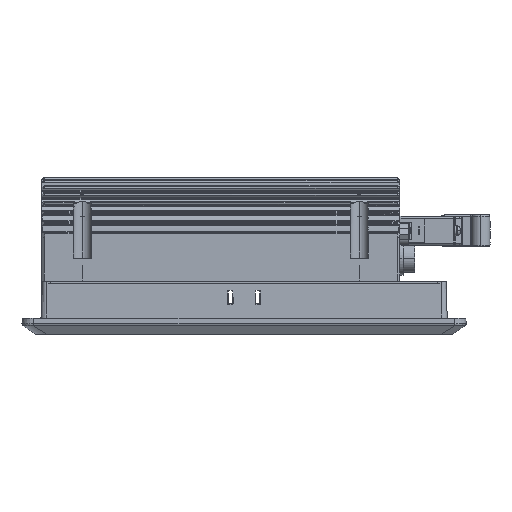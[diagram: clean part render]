
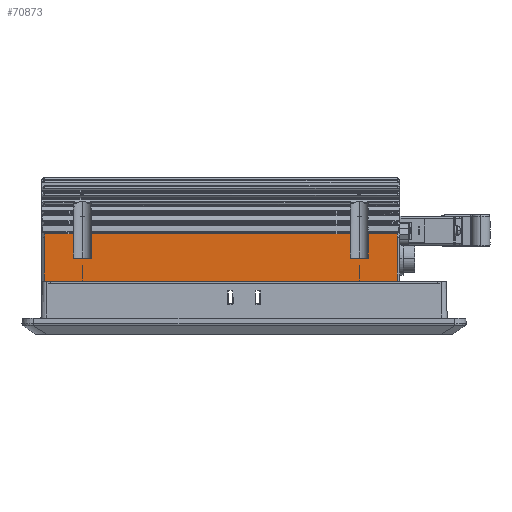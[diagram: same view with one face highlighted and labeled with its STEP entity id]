
A CAD part, left-side view. The second image highlights one B-rep face of the part: STEP entity #70873.
In plain terms, the highlighted planar face has unit normal (-1, 0, 0).
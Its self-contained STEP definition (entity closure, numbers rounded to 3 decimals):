
#270 = VERTEX_POINT ( 'NONE', #91975 ) ;
#354 = EDGE_CURVE ( 'NONE', #120747, #118665, #94268, .T. ) ;
#1066 = DIRECTION ( 'NONE',  ( 0., 1., 0. ) ) ;
#1232 = CARTESIAN_POINT ( 'NONE',  ( 3.141, -130.884, 131.944 ) ) ;
#2351 = EDGE_CURVE ( 'NONE', #101915, #121399, #150027, .T. ) ;
#5097 = ORIENTED_EDGE ( 'NONE', *, *, #100483, .T. ) ;
#9100 = DIRECTION ( 'NONE',  ( 0., 1., 0. ) ) ;
#9902 = ORIENTED_EDGE ( 'NONE', *, *, #96314, .T. ) ;
#11839 = ORIENTED_EDGE ( 'NONE', *, *, #87588, .T. ) ;
#13141 = CARTESIAN_POINT ( 'NONE',  ( 3.141, -118.5, 132.47 ) ) ;
#13252 = EDGE_CURVE ( 'NONE', #120747, #118305, #64406, .T. ) ;
#17081 = LINE ( 'NONE', #117136, #97480 ) ;
#17582 = EDGE_CURVE ( 'NONE', #117503, #115616, #84680, .T. ) ;
#17994 = VERTEX_POINT ( 'NONE', #48907 ) ;
#18698 = EDGE_CURVE ( 'NONE', #118270, #115616, #115886, .T. ) ;
#19701 = LINE ( 'NONE', #112916, #37368 ) ;
#22428 = ORIENTED_EDGE ( 'NONE', *, *, #90288, .T. ) ;
#24471 = VERTEX_POINT ( 'NONE', #94912 ) ;
#24512 = DIRECTION ( 'NONE',  ( 0., 0., 1. ) ) ;
#25234 = DIRECTION ( 'NONE',  ( 0., 0., 1. ) ) ;
#25506 = CARTESIAN_POINT ( 'NONE',  ( 3.141, -130.9, 130.89 ) ) ;
#26129 = LINE ( 'NONE', #37844, #43560 ) ;
#27685 = DIRECTION ( 'NONE',  ( 0., 0., -1. ) ) ;
#28048 = CARTESIAN_POINT ( 'NONE',  ( 3.141, 9.5, 132.47 ) ) ;
#31378 = CARTESIAN_POINT ( 'NONE',  ( 3.141, 21.9, 132.47 ) ) ;
#32633 = DIRECTION ( 'NONE',  ( 0., 0., 1. ) ) ;
#36225 = FACE_OUTER_BOUND ( 'NONE', #107247, .T. ) ;
#36269 = VECTOR ( 'NONE', #84514, 1000. ) ;
#37368 = VECTOR ( 'NONE', #148882, 1000. ) ;
#37397 = DIRECTION ( 'NONE',  ( 0., 0., -1. ) ) ;
#37844 = CARTESIAN_POINT ( 'NONE',  ( 3.141, 1.5, 132.47 ) ) ;
#37968 = VECTOR ( 'NONE', #32633, 1000. ) ;
#38291 = LINE ( 'NONE', #134578, #36269 ) ;
#38756 = ORIENTED_EDGE ( 'NONE', *, *, #354, .T. ) ;
#42635 = ORIENTED_EDGE ( 'NONE', *, *, #143405, .T. ) ;
#42801 = CARTESIAN_POINT ( 'NONE',  ( 3.141, 23., 132.47 ) ) ;
#43560 = VECTOR ( 'NONE', #27685, 1000. ) ;
#43561 = ORIENTED_EDGE ( 'NONE', *, *, #13252, .F. ) ;
#45278 = VECTOR ( 'NONE', #129177, 1000. ) ;
#46370 = VERTEX_POINT ( 'NONE', #66733 ) ;
#46775 = AXIS2_PLACEMENT_3D ( 'NONE', #48755, #96533, #24512 ) ;
#47887 = DIRECTION ( 'NONE',  ( 0., 1., 0. ) ) ;
#48663 = CARTESIAN_POINT ( 'NONE',  ( 3.141, 23., 111.89 ) ) ;
#48714 = LINE ( 'NONE', #144200, #120645 ) ;
#48755 = CARTESIAN_POINT ( 'NONE',  ( 3.141, 23., 132.47 ) ) ;
#48907 = CARTESIAN_POINT ( 'NONE',  ( 3.141, -110.5, 121.89 ) ) ;
#49527 = CARTESIAN_POINT ( 'NONE',  ( 3.141, -130.9, 130.89 ) ) ;
#56137 = CARTESIAN_POINT ( 'NONE',  ( 3.141, -130.9, 132.47 ) ) ;
#60532 = VECTOR ( 'NONE', #37397, 1000. ) ;
#61270 = CARTESIAN_POINT ( 'NONE',  ( 3.141, 21.9, 130.89 ) ) ;
#63045 = CARTESIAN_POINT ( 'NONE',  ( 3.141, 21.852, 132.47 ) ) ;
#64406 = B_SPLINE_CURVE_WITH_KNOTS ( 'NONE', 3,
 ( #124085, #1232, #144467, #25506 ),
 .UNSPECIFIED., .F., .F.,
 ( 4, 4 ),
 ( 0., 0.002 ),
 .UNSPECIFIED. ) ;
#65631 = LINE ( 'NONE', #56137, #37968 ) ;
#66599 = EDGE_CURVE ( 'NONE', #270, #88236, #26129, .T. ) ;
#66733 = CARTESIAN_POINT ( 'NONE',  ( 3.141, 9.5, 121.89 ) ) ;
#67922 = CARTESIAN_POINT ( 'NONE',  ( 3.141, 21.9, 111.89 ) ) ;
#69738 = ORIENTED_EDGE ( 'NONE', *, *, #118536, .T. ) ;
#70873 = ADVANCED_FACE ( 'NONE', ( #36225 ), #108285, .T. ) ;
#70941 = VECTOR ( 'NONE', #139179, 1000. ) ;
#77515 = ORIENTED_EDGE ( 'NONE', *, *, #66599, .T. ) ;
#81934 = DIRECTION ( 'NONE',  ( 0., 1., 0. ) ) ;
#82486 = EDGE_CURVE ( 'NONE', #24471, #270, #17081, .T. ) ;
#84514 = DIRECTION ( 'NONE',  ( 0., 1., 0. ) ) ;
#84680 = LINE ( 'NONE', #48663, #144952 ) ;
#85596 = CARTESIAN_POINT ( 'NONE',  ( 3.141, 23., 132.47 ) ) ;
#87588 = EDGE_CURVE ( 'NONE', #46370, #101915, #48714, .T. ) ;
#88236 = VERTEX_POINT ( 'NONE', #149436 ) ;
#89219 = CARTESIAN_POINT ( 'NONE',  ( 3.141, 21.884, 131.944 ) ) ;
#89436 = CARTESIAN_POINT ( 'NONE',  ( 3.141, -130.852, 132.47 ) ) ;
#89984 = CARTESIAN_POINT ( 'NONE',  ( 3.141, 21.9, 130.89 ) ) ;
#89986 = CARTESIAN_POINT ( 'NONE',  ( 3.141, 23., 121.89 ) ) ;
#90121 = CARTESIAN_POINT ( 'NONE',  ( 3.141, -130.9, 111.89 ) ) ;
#90288 = EDGE_CURVE ( 'NONE', #88236, #46370, #38291, .T. ) ;
#91497 = LINE ( 'NONE', #89986, #70941 ) ;
#91975 = CARTESIAN_POINT ( 'NONE',  ( 3.141, 1.5, 132.47 ) ) ;
#94268 = LINE ( 'NONE', #85596, #141055 ) ;
#94912 = CARTESIAN_POINT ( 'NONE',  ( 3.141, -110.5, 132.47 ) ) ;
#96314 = EDGE_CURVE ( 'NONE', #135482, #17994, #91497, .T. ) ;
#96533 = DIRECTION ( 'NONE',  ( -1., 0., 0. ) ) ;
#96747 = CARTESIAN_POINT ( 'NONE',  ( 3.141, -118.5, 132.47 ) ) ;
#97480 = VECTOR ( 'NONE', #81934, 1000. ) ;
#100483 = EDGE_CURVE ( 'NONE', #121399, #118270, #109060, .T. ) ;
#101915 = VERTEX_POINT ( 'NONE', #28048 ) ;
#104007 = CARTESIAN_POINT ( 'NONE',  ( 3.141, 21.852, 132.47 ) ) ;
#105213 = EDGE_CURVE ( 'NONE', #117503, #118305, #65631, .T. ) ;
#106611 = VECTOR ( 'NONE', #9100, 1000. ) ;
#107247 = EDGE_LOOP ( 'NONE', ( #42635, #144248, #77515, #22428, #11839, #137727, #5097, #139549, #139634, #127630, #43561, #38756, #69738, #9902 ) ) ;
#108285 = PLANE ( 'NONE',  #46775 ) ;
#109060 = B_SPLINE_CURVE_WITH_KNOTS ( 'NONE', 3,
 ( #104007, #89219, #138409, #89984 ),
 .UNSPECIFIED., .F., .F.,
 ( 4, 4 ),
 ( 0., 0.002 ),
 .UNSPECIFIED. ) ;
#112916 = CARTESIAN_POINT ( 'NONE',  ( 3.141, -110.5, 132.47 ) ) ;
#115616 = VERTEX_POINT ( 'NONE', #67922 ) ;
#115886 = LINE ( 'NONE', #31378, #45278 ) ;
#117136 = CARTESIAN_POINT ( 'NONE',  ( 3.141, 23., 132.47 ) ) ;
#117503 = VERTEX_POINT ( 'NONE', #90121 ) ;
#118207 = CARTESIAN_POINT ( 'NONE',  ( 3.141, -118.5, 121.89 ) ) ;
#118270 = VERTEX_POINT ( 'NONE', #61270 ) ;
#118305 = VERTEX_POINT ( 'NONE', #49527 ) ;
#118536 = EDGE_CURVE ( 'NONE', #118665, #135482, #143074, .T. ) ;
#118665 = VERTEX_POINT ( 'NONE', #96747 ) ;
#120645 = VECTOR ( 'NONE', #25234, 1000. ) ;
#120747 = VERTEX_POINT ( 'NONE', #89436 ) ;
#121399 = VERTEX_POINT ( 'NONE', #63045 ) ;
#124085 = CARTESIAN_POINT ( 'NONE',  ( 3.141, -130.852, 132.47 ) ) ;
#127630 = ORIENTED_EDGE ( 'NONE', *, *, #105213, .T. ) ;
#129177 = DIRECTION ( 'NONE',  ( 0., 0., -1. ) ) ;
#134578 = CARTESIAN_POINT ( 'NONE',  ( 3.141, 23., 121.89 ) ) ;
#135482 = VERTEX_POINT ( 'NONE', #118207 ) ;
#137727 = ORIENTED_EDGE ( 'NONE', *, *, #2351, .T. ) ;
#138409 = CARTESIAN_POINT ( 'NONE',  ( 3.141, 21.9, 131.417 ) ) ;
#139179 = DIRECTION ( 'NONE',  ( 0., 1., 0. ) ) ;
#139549 = ORIENTED_EDGE ( 'NONE', *, *, #18698, .T. ) ;
#139634 = ORIENTED_EDGE ( 'NONE', *, *, #17582, .F. ) ;
#141055 = VECTOR ( 'NONE', #1066, 1000. ) ;
#143074 = LINE ( 'NONE', #13141, #60532 ) ;
#143405 = EDGE_CURVE ( 'NONE', #17994, #24471, #19701, .T. ) ;
#144200 = CARTESIAN_POINT ( 'NONE',  ( 3.141, 9.5, 132.47 ) ) ;
#144248 = ORIENTED_EDGE ( 'NONE', *, *, #82486, .T. ) ;
#144467 = CARTESIAN_POINT ( 'NONE',  ( 3.141, -130.9, 131.417 ) ) ;
#144952 = VECTOR ( 'NONE', #47887, 1000. ) ;
#148882 = DIRECTION ( 'NONE',  ( 0., 0., 1. ) ) ;
#149436 = CARTESIAN_POINT ( 'NONE',  ( 3.141, 1.5, 121.89 ) ) ;
#150027 = LINE ( 'NONE', #42801, #106611 ) ;
